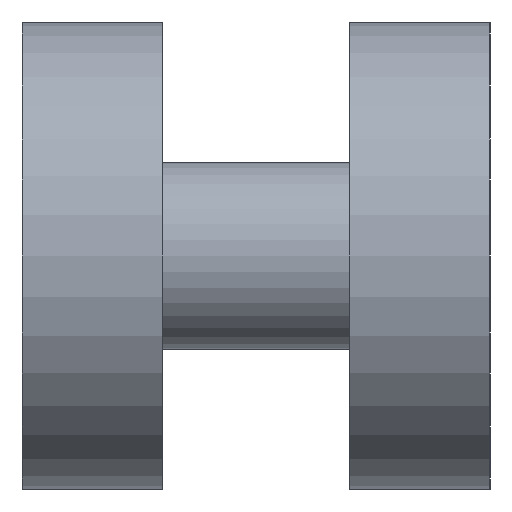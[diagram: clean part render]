
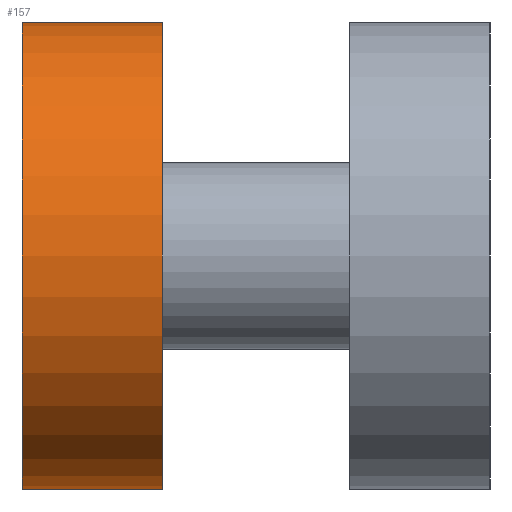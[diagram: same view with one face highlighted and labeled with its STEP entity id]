
A CAD part, left-side view. The second image highlights one B-rep face of the part: STEP entity #157.
In plain terms, the highlighted cylindrical face has radius 5 mm (diameter 10 mm), a partial arc.
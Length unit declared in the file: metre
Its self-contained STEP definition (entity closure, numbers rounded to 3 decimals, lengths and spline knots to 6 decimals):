
#4 = VECTOR ( 'NONE', #583, 1. ) ;
#12 = DIRECTION ( 'NONE',  ( 0., 0., 1. ) ) ;
#28 = ORIENTED_EDGE ( 'NONE', *, *, #434, .F. ) ;
#31 = CARTESIAN_POINT ( 'NONE',  ( 0.005, 0., 0. ) ) ;
#56 = CARTESIAN_POINT ( 'NONE',  ( 0.005, 0.01, -0.005 ) ) ;
#66 = EDGE_CURVE ( 'NONE', #399, #316, #493, .T. ) ;
#95 = DIRECTION ( 'NONE',  ( 0., 0., 1. ) ) ;
#106 = CARTESIAN_POINT ( 'NONE',  ( 0.005, 0.01, -0.01 ) ) ;
#118 = AXIS2_PLACEMENT_3D ( 'NONE', #56, #436, #12 ) ;
#123 = CARTESIAN_POINT ( 'NONE',  ( 0.005, 0., -0.005 ) ) ;
#129 = CARTESIAN_POINT ( 'NONE',  ( 0.005, 0.007, 0. ) ) ;
#132 = CARTESIAN_POINT ( 'NONE',  ( 0.005, 0.01, 0. ) ) ;
#140 = EDGE_CURVE ( 'NONE', #309, #561, #362, .T. ) ;
#157 = ADVANCED_FACE ( 'NONE', ( #273 ), #363, .T. ) ;
#168 = LINE ( 'NONE', #31, #297 ) ;
#176 = EDGE_CURVE ( 'NONE', #309, #399, #168, .T. ) ;
#179 = ORIENTED_EDGE ( 'NONE', *, *, #140, .F. ) ;
#185 = DIRECTION ( 'NONE',  ( 0., -1., 0. ) ) ;
#192 = AXIS2_PLACEMENT_3D ( 'NONE', #123, #511, #513 ) ;
#198 = LINE ( 'NONE', #342, #4 ) ;
#259 = CARTESIAN_POINT ( 'NONE',  ( 0.005, 0.007, -0.01 ) ) ;
#273 = FACE_OUTER_BOUND ( 'NONE', #527, .T. ) ;
#297 = VECTOR ( 'NONE', #465, 1. ) ;
#309 = VERTEX_POINT ( 'NONE', #129 ) ;
#316 = VERTEX_POINT ( 'NONE', #106 ) ;
#332 = CARTESIAN_POINT ( 'NONE',  ( 0.005, 0.007, -0.005 ) ) ;
#342 = CARTESIAN_POINT ( 'NONE',  ( 0.005, 0., -0.01 ) ) ;
#351 = ORIENTED_EDGE ( 'NONE', *, *, #66, .T. ) ;
#362 = CIRCLE ( 'NONE', #572, 0.005 ) ;
#363 = CYLINDRICAL_SURFACE ( 'NONE', #192, 0.005 ) ;
#399 = VERTEX_POINT ( 'NONE', #132 ) ;
#434 = EDGE_CURVE ( 'NONE', #561, #316, #198, .T. ) ;
#435 = ORIENTED_EDGE ( 'NONE', *, *, #176, .T. ) ;
#436 = DIRECTION ( 'NONE',  ( 0., -1., 0. ) ) ;
#465 = DIRECTION ( 'NONE',  ( 0., 1., 0. ) ) ;
#493 = CIRCLE ( 'NONE', #118, 0.005 ) ;
#511 = DIRECTION ( 'NONE',  ( 0., 1., 0. ) ) ;
#513 = DIRECTION ( 'NONE',  ( 0., 0., 1. ) ) ;
#527 = EDGE_LOOP ( 'NONE', ( #351, #28, #179, #435 ) ) ;
#561 = VERTEX_POINT ( 'NONE', #259 ) ;
#572 = AXIS2_PLACEMENT_3D ( 'NONE', #332, #185, #95 ) ;
#583 = DIRECTION ( 'NONE',  ( 0., 1., 0. ) ) ;
